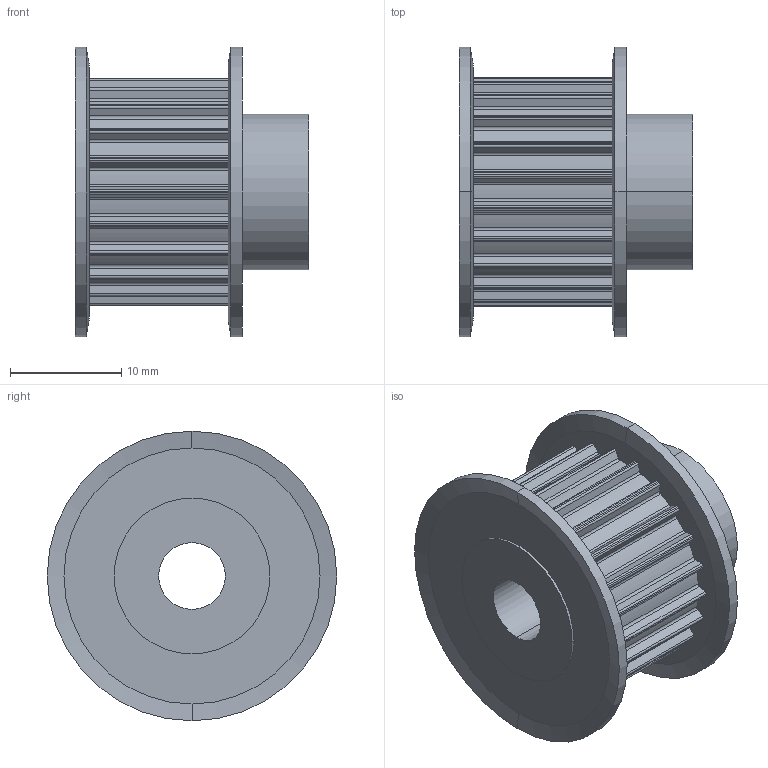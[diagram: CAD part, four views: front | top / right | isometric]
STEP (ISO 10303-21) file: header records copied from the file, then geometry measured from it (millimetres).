
FILE_DESCRIPTION(('STEP AP214'),'1');
FILE_NAME('cctmp_F7B28DB4-64B4-4C8F-A5D2-9F88FDE10B05_2021_1_6_11_20_22_672..stp','2021-01-06T10:20:22',('Mulco-Europe EWIV'),('CADClick - www.CADClick.com'),'Spatial InterOp 3D',' ','unknown authorization');
FILE_SCHEMA(('AUTOMOTIVE_DESIGN'));
Length unit declared in the file: millimetre
Products named in the file (1): 2021_01_06__11-20-22-656
Bounding box: 21 x 26 x 26 mm (x, y, z)
Volume: 5068.6 mm3; surface area: 3440.4 mm2
Topology: 1 solids, 1 shells, 200 faces, 574 edges, 380 vertices
Faces by surface type: cylinder 142, plane 50, cone 8
Entity records: 8314 total; most frequent: DIRECTION 1268, CARTESIAN_POINT 1155, ORIENTED_EDGE 1148, EDGE_CURVE 574, AXIS2_PLACEMENT_3D 493, VERTEX_POINT 380, CIRCLE 292, LINE 282
